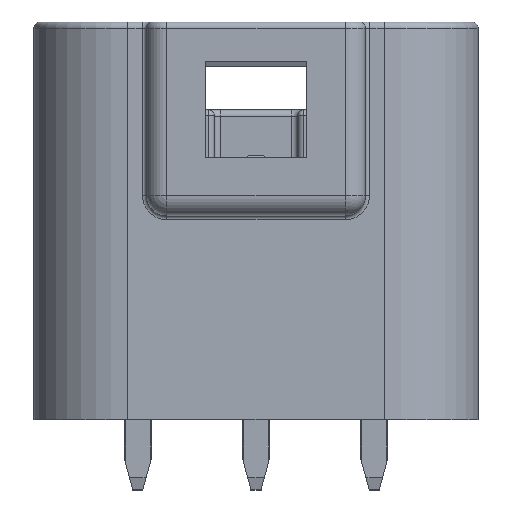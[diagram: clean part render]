
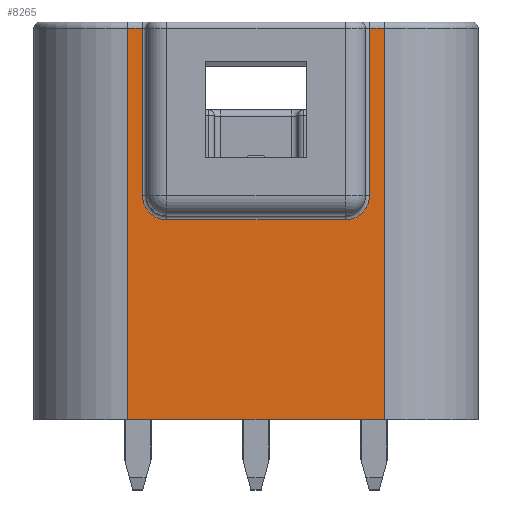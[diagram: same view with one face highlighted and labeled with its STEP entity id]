
A CAD part, top view. The second image highlights one B-rep face of the part: STEP entity #8265.
In plain terms, the highlighted planar face has unit normal (0, 0, 1).
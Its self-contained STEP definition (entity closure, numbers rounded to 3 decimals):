
#47 = EDGE_CURVE ( 'NONE', #5833, #6794, #1159, .T. ) ;
#63 = CIRCLE ( 'NONE', #3688, 1.2 ) ;
#485 = CARTESIAN_POINT ( 'NONE',  ( 4.375, 4.05, 6.3 ) ) ;
#509 = LINE ( 'NONE', #11021, #4853 ) ;
#588 = CARTESIAN_POINT ( 'NONE',  ( -4.375, 4.05, 6.3 ) ) ;
#897 = AXIS2_PLACEMENT_3D ( 'NONE', #9848, #3145, #7387 ) ;
#961 = PLANE ( 'NONE',  #897 ) ;
#1007 = VERTEX_POINT ( 'NONE', #1878 ) ;
#1159 = LINE ( 'NONE', #12885, #7572 ) ;
#1548 = VECTOR ( 'NONE', #11881, 1000. ) ;
#1722 = VECTOR ( 'NONE', #2242, 1000. ) ;
#1790 = VERTEX_POINT ( 'NONE', #588 ) ;
#1876 = ORIENTED_EDGE ( 'NONE', *, *, #9114, .T. ) ;
#1878 = CARTESIAN_POINT ( 'NONE',  ( -6.3, 13.45, 6.3 ) ) ;
#2145 = AXIS2_PLACEMENT_3D ( 'NONE', #12444, #7354, #4938 ) ;
#2242 = DIRECTION ( 'NONE',  ( 0., 1., 0. ) ) ;
#2480 = DIRECTION ( 'NONE',  ( 0., -1., 0. ) ) ;
#2593 = VERTEX_POINT ( 'NONE', #7824 ) ;
#2637 = CARTESIAN_POINT ( 'NONE',  ( 5.575, 13.45, 6.3 ) ) ;
#3145 = DIRECTION ( 'NONE',  ( 0., 0., 1. ) ) ;
#3183 = CARTESIAN_POINT ( 'NONE',  ( 6.3, 13.45, 6.3 ) ) ;
#3324 = VERTEX_POINT ( 'NONE', #4463 ) ;
#3414 = VERTEX_POINT ( 'NONE', #13398 ) ;
#3478 = CARTESIAN_POINT ( 'NONE',  ( -5.575, 5.25, 6.3 ) ) ;
#3548 = LINE ( 'NONE', #7645, #1548 ) ;
#3646 = EDGE_CURVE ( 'NONE', #13495, #3324, #3548, .T. ) ;
#3688 = AXIS2_PLACEMENT_3D ( 'NONE', #10890, #13158, #8920 ) ;
#3847 = ORIENTED_EDGE ( 'NONE', *, *, #47, .F. ) ;
#3973 = VECTOR ( 'NONE', #2480, 1000. ) ;
#4028 = EDGE_CURVE ( 'NONE', #3414, #6794, #5097, .T. ) ;
#4463 = CARTESIAN_POINT ( 'NONE',  ( -5.575, 13.45, 6.3 ) ) ;
#4853 = VECTOR ( 'NONE', #8076, 1000. ) ;
#4938 = DIRECTION ( 'NONE',  ( 0., -1., 0. ) ) ;
#5097 = LINE ( 'NONE', #7286, #11237 ) ;
#5383 = ORIENTED_EDGE ( 'NONE', *, *, #4028, .T. ) ;
#5387 = DIRECTION ( 'NONE',  ( 1., 0., 0. ) ) ;
#5446 = ORIENTED_EDGE ( 'NONE', *, *, #9302, .F. ) ;
#5468 = VECTOR ( 'NONE', #11704, 1000. ) ;
#5833 = VERTEX_POINT ( 'NONE', #2637 ) ;
#5966 = VERTEX_POINT ( 'NONE', #7013 ) ;
#6478 = LINE ( 'NONE', #13843, #5468 ) ;
#6531 = CARTESIAN_POINT ( 'NONE',  ( 5.575, 5.25, 6.3 ) ) ;
#6794 = VERTEX_POINT ( 'NONE', #3183 ) ;
#7013 = CARTESIAN_POINT ( 'NONE',  ( 4.375, 4.05, 6.3 ) ) ;
#7225 = ORIENTED_EDGE ( 'NONE', *, *, #3646, .T. ) ;
#7286 = CARTESIAN_POINT ( 'NONE',  ( 6.3, -5.75, 6.3 ) ) ;
#7354 = DIRECTION ( 'NONE',  ( 0., 0., -1. ) ) ;
#7366 = VERTEX_POINT ( 'NONE', #6531 ) ;
#7387 = DIRECTION ( 'NONE',  ( -1., 0., 0. ) ) ;
#7484 = CARTESIAN_POINT ( 'NONE',  ( -6.3, -5.75, 6.3 ) ) ;
#7571 = VECTOR ( 'NONE', #13280, 1000. ) ;
#7572 = VECTOR ( 'NONE', #5387, 1000. ) ;
#7645 = CARTESIAN_POINT ( 'NONE',  ( -5.575, 5.25, 6.3 ) ) ;
#7707 = LINE ( 'NONE', #7935, #3973 ) ;
#7824 = CARTESIAN_POINT ( 'NONE',  ( -6.3, -5.75, 6.3 ) ) ;
#7873 = ORIENTED_EDGE ( 'NONE', *, *, #13607, .T. ) ;
#7935 = CARTESIAN_POINT ( 'NONE',  ( 5.575, 13.45, 6.3 ) ) ;
#7982 = ORIENTED_EDGE ( 'NONE', *, *, #10074, .T. ) ;
#7986 = LINE ( 'NONE', #485, #7571 ) ;
#8076 = DIRECTION ( 'NONE',  ( 1., 0., 0. ) ) ;
#8265 = ADVANCED_FACE ( 'NONE', ( #12828 ), #961, .T. ) ;
#8272 = ORIENTED_EDGE ( 'NONE', *, *, #13557, .F. ) ;
#8920 = DIRECTION ( 'NONE',  ( 1., 0., 0. ) ) ;
#9114 = EDGE_CURVE ( 'NONE', #5833, #7366, #7707, .T. ) ;
#9181 = ORIENTED_EDGE ( 'NONE', *, *, #13894, .T. ) ;
#9302 = EDGE_CURVE ( 'NONE', #2593, #1007, #13926, .T. ) ;
#9371 = CIRCLE ( 'NONE', #2145, 1.2 ) ;
#9725 = EDGE_CURVE ( 'NONE', #3414, #2593, #6478, .T. ) ;
#9848 = CARTESIAN_POINT ( 'NONE',  ( 6.3, -5.75, 6.3 ) ) ;
#10074 = EDGE_CURVE ( 'NONE', #7366, #5966, #63, .T. ) ;
#10633 = ORIENTED_EDGE ( 'NONE', *, *, #9725, .F. ) ;
#10890 = CARTESIAN_POINT ( 'NONE',  ( 4.375, 5.25, 6.3 ) ) ;
#11021 = CARTESIAN_POINT ( 'NONE',  ( -6.3, 13.45, 6.3 ) ) ;
#11237 = VECTOR ( 'NONE', #13797, 1000. ) ;
#11704 = DIRECTION ( 'NONE',  ( -1., 0., 0. ) ) ;
#11881 = DIRECTION ( 'NONE',  ( 0., 1., 0. ) ) ;
#12393 = EDGE_LOOP ( 'NONE', ( #8272, #5446, #10633, #5383, #3847, #1876, #7982, #9181, #7873, #7225 ) ) ;
#12444 = CARTESIAN_POINT ( 'NONE',  ( -4.375, 5.25, 6.3 ) ) ;
#12828 = FACE_OUTER_BOUND ( 'NONE', #12393, .T. ) ;
#12885 = CARTESIAN_POINT ( 'NONE',  ( 5.575, 13.45, 6.3 ) ) ;
#13158 = DIRECTION ( 'NONE',  ( 0., 0., -1. ) ) ;
#13280 = DIRECTION ( 'NONE',  ( -1., 0., 0. ) ) ;
#13398 = CARTESIAN_POINT ( 'NONE',  ( 6.3, -5.75, 6.3 ) ) ;
#13495 = VERTEX_POINT ( 'NONE', #3478 ) ;
#13557 = EDGE_CURVE ( 'NONE', #1007, #3324, #509, .T. ) ;
#13607 = EDGE_CURVE ( 'NONE', #1790, #13495, #9371, .T. ) ;
#13797 = DIRECTION ( 'NONE',  ( 0., 1., 0. ) ) ;
#13843 = CARTESIAN_POINT ( 'NONE',  ( 6.3, -5.75, 6.3 ) ) ;
#13894 = EDGE_CURVE ( 'NONE', #5966, #1790, #7986, .T. ) ;
#13926 = LINE ( 'NONE', #7484, #1722 ) ;
